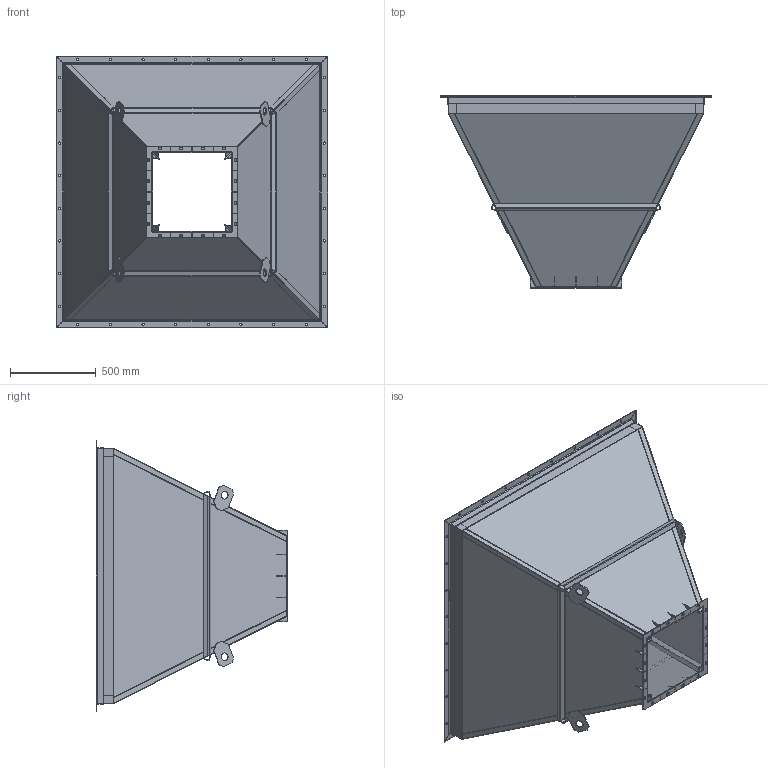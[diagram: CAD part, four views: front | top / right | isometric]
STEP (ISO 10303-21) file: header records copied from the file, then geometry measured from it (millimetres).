
FILE_DESCRIPTION (( 'STEP AP203' ), '1' );
FILE_NAME ('蹋360-04.03.00.000 STEP 縺 黟澽.STEP', '2025-11-21T14:32:18', ( '栫謾樥' ), ( '' ), 'SwSTEP 2.0', 'SolidWorks 2023', '' );
FILE_SCHEMA (( 'CONFIG_CONTROL_DESIGN' ));
Length unit declared in the file: millimetre
Products named in the file (11): ОП-01.01.00.109_1; БП360-04.03.00.000(2); БП120-01.02.01.103_1; БП120-01.01.00.106_1; БП360-04.03.00.000 STEP на сайт; БП120-01.02.01.101_4; ОП-01.01.00.105_2; БП120-01.03.01.101_По умолчаниюSM-FLAT-PATTERN_1; БП120-01.01.00.110_1; БП120-01.03.01.100_1; БП120-01.03.01.104_1
Assembly tree (42 placements, depth 3):
  БП360-04.03.00.000 STEP на сайт
    БП360-04.03.00.000(2)
      БП120-01.03.01.100_1  x4
      ОП-01.01.00.109_1  x4
      БП120-01.01.00.106_1  x4
      БП120-01.01.00.110_1  x4
      БП120-01.02.01.101_4
      БП120-01.02.01.103_1  x12
      БП120-01.03.01.101_По умолчаниюSM-FLAT-PATTERN_1  x4
      БП120-01.03.01.104_1  x4
      ОП-01.01.00.105_2  x4
Bounding box: 1577.48 x 1116.35 x 1577.48 mm (x, y, z)
Volume: 19894854.8 mm3; surface area: 12566346.2 mm2
Topology: 41 solids, 41 shells, 474 faces, 1176 edges, 784 vertices
Faces by surface type: plane 318, cylinder 156
Entity records: 7524 total; most frequent: CARTESIAN_POINT 1012, DIRECTION 969, ORIENTED_EDGE 894, EDGE_CURVE 447, AXIS2_PLACEMENT_3D 327, VECTOR 315, LINE 315, VERTEX_POINT 298
